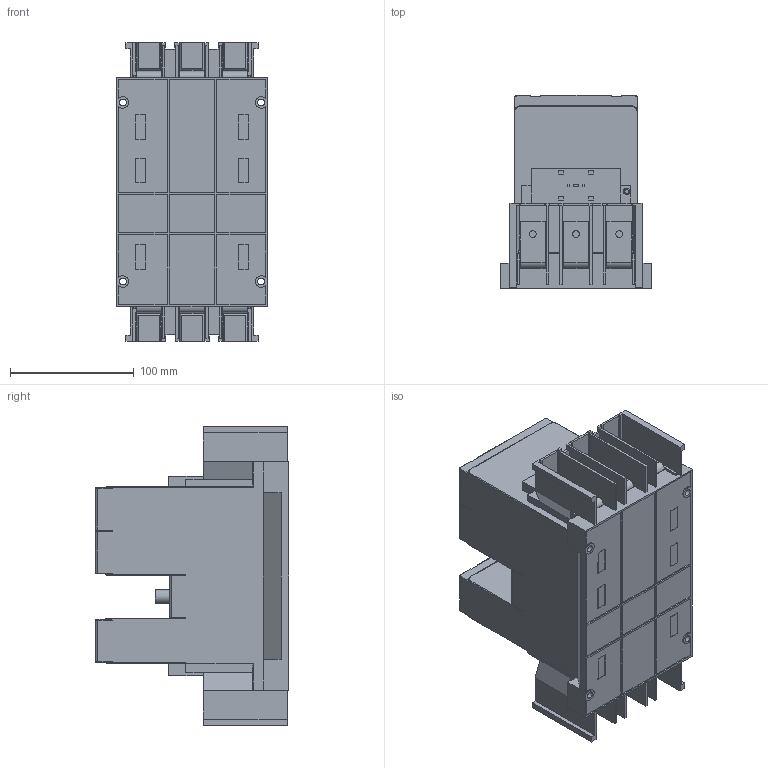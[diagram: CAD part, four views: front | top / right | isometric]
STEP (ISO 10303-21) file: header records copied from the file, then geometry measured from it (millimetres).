
FILE_DESCRIPTION((''),'2;1');
FILE_NAME('OS160GD12LR','2024-07-24T10:56:37',('FIRARAN'),(''),'CREO PARAMETRIC BY PTC INC, 2022364','CREO PARAMETRIC BY PTC INC, 2022364','');
FILE_SCHEMA(('AUTOMOTIVE_DESIGN { 1 0 10303 214 1 1 1 1 }'));
Length unit declared in the file: millimetre
Products named in the file (1): OS160GD12LR
Bounding box: 122 x 156.3 x 241.7 mm (x, y, z)
Volume: 2392490.3 mm3; surface area: 233255.3 mm2
Topology: 1 solids, 3 shells, 709 faces, 1886 edges, 1236 vertices
Faces by surface type: plane 571, cylinder 114, torus 24
Entity records: 27914 total; most frequent: CARTESIAN_POINT 4397, ORIENTED_EDGE 3772, DIRECTION 3538, EDGE_CURVE 1886, VECTOR 1633, LINE 1633, VERTEX_POINT 1236, AXIS2_PLACEMENT_3D 951
